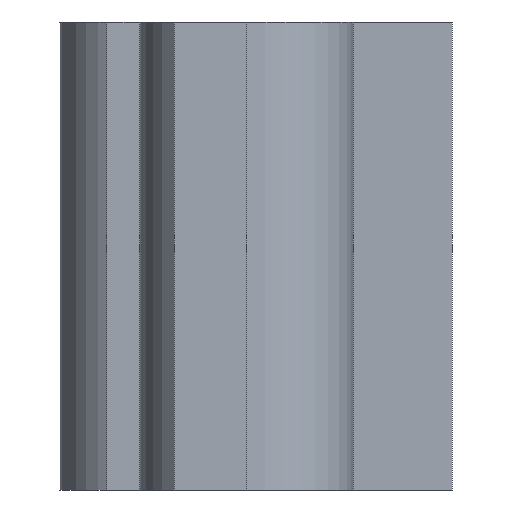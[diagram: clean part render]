
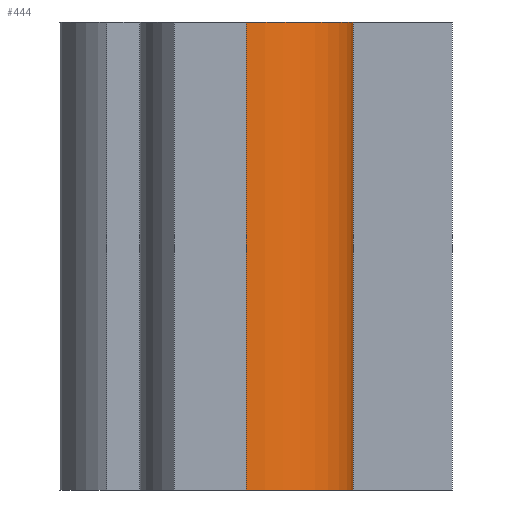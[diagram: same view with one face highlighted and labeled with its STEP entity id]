
A CAD part, front view. The second image highlights one B-rep face of the part: STEP entity #444.
In plain terms, the highlighted cylindrical face has radius 5.925 mm (diameter 11.85 mm), a partial arc.
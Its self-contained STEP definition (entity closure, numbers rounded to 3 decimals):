
#15=CIRCLE('',#482,5.925);
#16=CIRCLE('',#483,5.925);
#21=CYLINDRICAL_SURFACE('',#481,5.925);
#33=FACE_OUTER_BOUND('',#56,.T.);
#56=EDGE_LOOP('',(#325,#326,#327,#328));
#97=LINE('',#675,#154);
#98=LINE('',#681,#155);
#154=VECTOR('',#548,10.);
#155=VECTOR('',#555,10.);
#202=VERTEX_POINT('',#671);
#203=VERTEX_POINT('',#673);
#204=VERTEX_POINT('',#677);
#205=VERTEX_POINT('',#679);
#253=EDGE_CURVE('',#202,#203,#97,.T.);
#254=EDGE_CURVE('',#204,#202,#15,.T.);
#255=EDGE_CURVE('',#205,#203,#16,.T.);
#256=EDGE_CURVE('',#204,#205,#98,.T.);
#325=ORIENTED_EDGE('',*,*,#254,.T.);
#326=ORIENTED_EDGE('',*,*,#253,.T.);
#327=ORIENTED_EDGE('',*,*,#255,.F.);
#328=ORIENTED_EDGE('',*,*,#256,.F.);
#444=ADVANCED_FACE('',(#33),#21,.T.);
#481=AXIS2_PLACEMENT_3D('',#676,#549,#550);
#482=AXIS2_PLACEMENT_3D('',#678,#551,#552);
#483=AXIS2_PLACEMENT_3D('',#680,#553,#554);
#548=DIRECTION('',(0.,0.,1.));
#549=DIRECTION('center_axis',(0.,0.,1.));
#550=DIRECTION('ref_axis',(1.,0.,0.));
#551=DIRECTION('center_axis',(0.,0.,1.));
#552=DIRECTION('ref_axis',(1.,0.,0.));
#553=DIRECTION('center_axis',(0.,0.,1.));
#554=DIRECTION('ref_axis',(1.,0.,0.));
#555=DIRECTION('',(0.,0.,1.));
#671=CARTESIAN_POINT('',(-1.269,-17.55,0.));
#673=CARTESIAN_POINT('',(-1.269,-17.55,26.));
#675=CARTESIAN_POINT('',(-1.269,-17.55,0.));
#676=CARTESIAN_POINT('Origin',(-1.269,-23.475,0.));
#677=CARTESIAN_POINT('',(-1.269,-29.4,0.));
#678=CARTESIAN_POINT('Origin',(-1.269,-23.475,0.));
#679=CARTESIAN_POINT('',(-1.269,-29.4,26.));
#680=CARTESIAN_POINT('Origin',(-1.269,-23.475,26.));
#681=CARTESIAN_POINT('',(-1.269,-29.4,0.));
